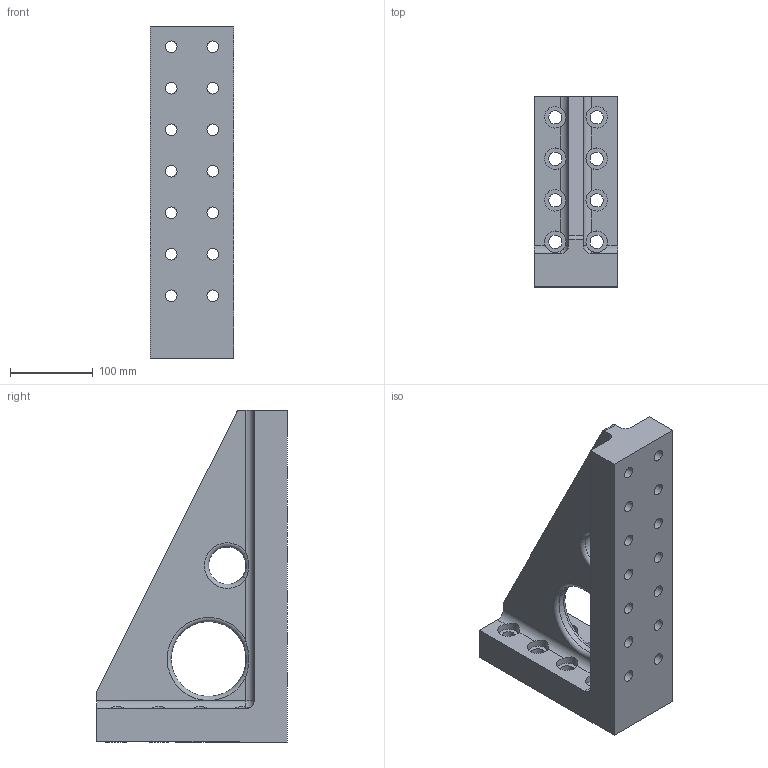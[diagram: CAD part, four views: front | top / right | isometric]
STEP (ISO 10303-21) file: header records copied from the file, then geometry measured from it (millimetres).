
FILE_DESCRIPTION( ( 'Unknown' ), '1' );
FILE_NAME( 'BP24-230100-0400-16.stp', 'Unknown', ( 'S.C.H' ), ( 'Unknown' ), 'XStep 1.0', 'Unknown', ' ' );
FILE_SCHEMA( ( 'CONFIG_CONTROL_DESIGN' ) );
Length unit declared in the file: millimetre
Products named in the file (1): 1
Bounding box: 100 x 230 x 400 mm (x, y, z)
Volume: 2746732.7 mm3; surface area: 273420.1 mm2
Topology: 1 solids, 1 shells, 89 faces, 281 edges, 184 vertices
Faces by surface type: cylinder 48, plane 31, torus 4, bspline 4, sphere 2
Full cylindrical faces by diameter (mm): 14 x14, 16 x8, 23 x8, 26 x8, 45 x1, 90 x1
Entity records: 4637 total; most frequent: CARTESIAN_POINT 2361, DIRECTION 459, ORIENTED_EDGE 422, EDGE_CURVE 211, AXIS2_PLACEMENT_3D 196, EDGE_LOOP 167, VERTEX_POINT 154, FACE_OUTER_BOUND 129
